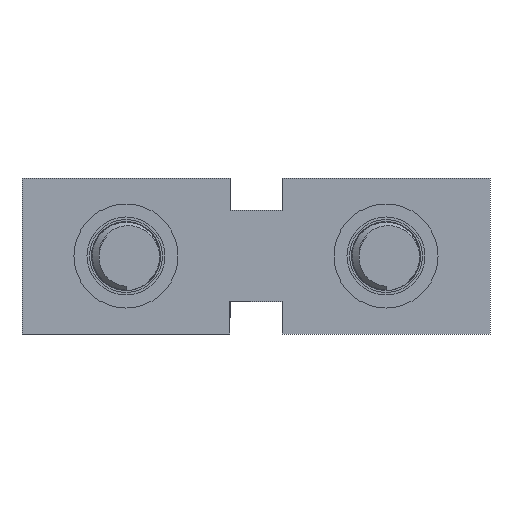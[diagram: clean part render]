
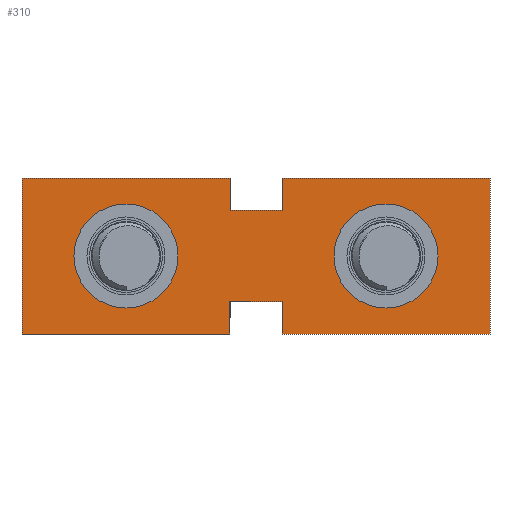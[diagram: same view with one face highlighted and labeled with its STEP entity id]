
A CAD part, front view. The second image highlights one B-rep face of the part: STEP entity #310.
In plain terms, the highlighted planar face has unit normal (0, -1, 0).
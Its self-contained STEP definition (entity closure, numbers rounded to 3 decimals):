
#84 = CARTESIAN_POINT ( 'NONE',  ( -4., -3.75, 3. ) ) ;
#85 = CARTESIAN_POINT ( 'NONE',  ( 4., -3.75, -1.75 ) ) ;
#113 = VERTEX_POINT ( 'NONE', #3156 ) ;
#138 = CARTESIAN_POINT ( 'NONE',  ( 4., -3.75, 1.75 ) ) ;
#147 = CARTESIAN_POINT ( 'NONE',  ( 0., -3.75, -1.575 ) ) ;
#161 = VERTEX_POINT ( 'NONE', #3982 ) ;
#200 = AXIS2_PLACEMENT_3D ( 'NONE', #3745, #1468, #4104 ) ;
#310 = ADVANCED_FACE ( 'NONE', ( #3872, #2739, #1847 ), #3307, .F. ) ;
#337 = ORIENTED_EDGE ( 'NONE', *, *, #2817, .F. ) ;
#342 = VECTOR ( 'NONE', #4224, 1000. ) ;
#360 = DIRECTION ( 'NONE',  ( 0., 0., 1. ) ) ;
#369 = ORIENTED_EDGE ( 'NONE', *, *, #3987, .F. ) ;
#405 = CARTESIAN_POINT ( 'NONE',  ( -4., -3.75, -3. ) ) ;
#411 = DIRECTION ( 'NONE',  ( 0., 0., -1. ) ) ;
#431 = LINE ( 'NONE', #3774, #2327 ) ;
#439 = CARTESIAN_POINT ( 'NONE',  ( 4., -3.75, -3. ) ) ;
#442 = VERTEX_POINT ( 'NONE', #4532 ) ;
#468 = ORIENTED_EDGE ( 'NONE', *, *, #2914, .F. ) ;
#509 = LINE ( 'NONE', #439, #1395 ) ;
#538 = CARTESIAN_POINT ( 'NONE',  ( 6., -3.75, 3. ) ) ;
#591 = ORIENTED_EDGE ( 'NONE', *, *, #3897, .T. ) ;
#640 = VERTEX_POINT ( 'NONE', #1999 ) ;
#649 = VERTEX_POINT ( 'NONE', #4260 ) ;
#707 = VERTEX_POINT ( 'NONE', #4842 ) ;
#786 = DIRECTION ( 'NONE',  ( 0., 0., 1. ) ) ;
#792 = CARTESIAN_POINT ( 'NONE',  ( -4., -3.75, -3. ) ) ;
#794 = CARTESIAN_POINT ( 'NONE',  ( 6., -3.75, -3. ) ) ;
#845 = EDGE_CURVE ( 'NONE', #707, #640, #4287, .T. ) ;
#866 = CIRCLE ( 'NONE', #3019, 1.575 ) ;
#871 = CARTESIAN_POINT ( 'NONE',  ( -4., -3.75, 3. ) ) ;
#1051 = EDGE_LOOP ( 'NONE', ( #2894, #3878 ) ) ;
#1064 = VERTEX_POINT ( 'NONE', #3492 ) ;
#1109 = VECTOR ( 'NONE', #1238, 1000. ) ;
#1172 = ORIENTED_EDGE ( 'NONE', *, *, #1611, .T. ) ;
#1177 = DIRECTION ( 'NONE',  ( -1., 0., 0. ) ) ;
#1232 = LINE ( 'NONE', #2371, #1109 ) ;
#1238 = DIRECTION ( 'NONE',  ( -1., 0., 0. ) ) ;
#1390 = CIRCLE ( 'NONE', #4445, 1.575 ) ;
#1395 = VECTOR ( 'NONE', #2726, 1000. ) ;
#1404 = CARTESIAN_POINT ( 'NONE',  ( 6., -3.75, -3. ) ) ;
#1468 = DIRECTION ( 'NONE',  ( 0., 1., 0. ) ) ;
#1469 = LINE ( 'NONE', #3867, #342 ) ;
#1492 = DIRECTION ( 'NONE',  ( 0., 1., 0. ) ) ;
#1500 = VECTOR ( 'NONE', #1177, 1000. ) ;
#1506 = EDGE_CURVE ( 'NONE', #113, #4316, #4865, .T. ) ;
#1537 = AXIS2_PLACEMENT_3D ( 'NONE', #1796, #4449, #2179 ) ;
#1611 = EDGE_CURVE ( 'NONE', #442, #4866, #3282, .T. ) ;
#1638 = VECTOR ( 'NONE', #2777, 1000. ) ;
#1675 = EDGE_CURVE ( 'NONE', #649, #1064, #431, .T. ) ;
#1708 = VERTEX_POINT ( 'NONE', #792 ) ;
#1796 = CARTESIAN_POINT ( 'NONE',  ( 0., -3.75, 0. ) ) ;
#1830 = VERTEX_POINT ( 'NONE', #3499 ) ;
#1847 = FACE_BOUND ( 'NONE', #1051, .T. ) ;
#1876 = VERTEX_POINT ( 'NONE', #871 ) ;
#1884 = ORIENTED_EDGE ( 'NONE', *, *, #1675, .F. ) ;
#1952 = EDGE_CURVE ( 'NONE', #161, #3222, #3389, .T. ) ;
#1987 = DIRECTION ( 'NONE',  ( 0., 1., 0. ) ) ;
#1999 = CARTESIAN_POINT ( 'NONE',  ( 10., -3.75, -1.575 ) ) ;
#2011 = CARTESIAN_POINT ( 'NONE',  ( 4., -3.75, -3. ) ) ;
#2065 = VECTOR ( 'NONE', #4682, 1000. ) ;
#2066 = ORIENTED_EDGE ( 'NONE', *, *, #1952, .T. ) ;
#2179 = DIRECTION ( 'NONE',  ( 0., 0., 1. ) ) ;
#2283 = VECTOR ( 'NONE', #4622, 1000. ) ;
#2327 = VECTOR ( 'NONE', #411, 1000. ) ;
#2365 = AXIS2_PLACEMENT_3D ( 'NONE', #3769, #1492, #4133 ) ;
#2371 = CARTESIAN_POINT ( 'NONE',  ( -4., -3.75, -3. ) ) ;
#2390 = DIRECTION ( 'NONE',  ( 0., 0., -1. ) ) ;
#2415 = DIRECTION ( 'NONE',  ( -1., 0., 0. ) ) ;
#2473 = LINE ( 'NONE', #405, #2583 ) ;
#2523 = LINE ( 'NONE', #2707, #1638 ) ;
#2583 = VECTOR ( 'NONE', #786, 1000. ) ;
#2629 = DIRECTION ( 'NONE',  ( 0., 1., 0. ) ) ;
#2707 = CARTESIAN_POINT ( 'NONE',  ( 6., -3.75, -3. ) ) ;
#2726 = DIRECTION ( 'NONE',  ( 0., 0., -1. ) ) ;
#2739 = FACE_OUTER_BOUND ( 'NONE', #3558, .T. ) ;
#2766 = LINE ( 'NONE', #2011, #3662 ) ;
#2777 = DIRECTION ( 'NONE',  ( 0., 0., 1. ) ) ;
#2817 = EDGE_CURVE ( 'NONE', #161, #3042, #2523, .T. ) ;
#2865 = CARTESIAN_POINT ( 'NONE',  ( 6., -3.75, -1.75 ) ) ;
#2883 = EDGE_CURVE ( 'NONE', #4729, #1830, #509, .T. ) ;
#2894 = ORIENTED_EDGE ( 'NONE', *, *, #845, .T. ) ;
#2914 = EDGE_CURVE ( 'NONE', #1876, #4662, #4418, .T. ) ;
#3002 = ORIENTED_EDGE ( 'NONE', *, *, #4751, .T. ) ;
#3019 = AXIS2_PLACEMENT_3D ( 'NONE', #4249, #1987, #4639 ) ;
#3042 = VERTEX_POINT ( 'NONE', #538 ) ;
#3156 = CARTESIAN_POINT ( 'NONE',  ( 6., -3.75, -3. ) ) ;
#3204 = ORIENTED_EDGE ( 'NONE', *, *, #3802, .F. ) ;
#3222 = VERTEX_POINT ( 'NONE', #4390 ) ;
#3279 = VECTOR ( 'NONE', #2415, 1000. ) ;
#3282 = CIRCLE ( 'NONE', #200, 1.575 ) ;
#3300 = DIRECTION ( 'NONE',  ( 0., 0., 1. ) ) ;
#3307 = PLANE ( 'NONE',  #1537 ) ;
#3311 = ORIENTED_EDGE ( 'NONE', *, *, #4587, .F. ) ;
#3328 = EDGE_CURVE ( 'NONE', #640, #707, #1390, .T. ) ;
#3389 = LINE ( 'NONE', #138, #3279 ) ;
#3492 = CARTESIAN_POINT ( 'NONE',  ( 14., -3.75, -3. ) ) ;
#3499 = CARTESIAN_POINT ( 'NONE',  ( 4., -3.75, -3. ) ) ;
#3558 = EDGE_LOOP ( 'NONE', ( #3988, #468, #3311, #369, #3791, #591, #4585, #3204, #1884, #3604, #337, #2066 ) ) ;
#3604 = ORIENTED_EDGE ( 'NONE', *, *, #4155, .F. ) ;
#3662 = VECTOR ( 'NONE', #2390, 1000. ) ;
#3745 = CARTESIAN_POINT ( 'NONE',  ( 0., -3.75, 0. ) ) ;
#3769 = CARTESIAN_POINT ( 'NONE',  ( 10., -3.75, 0. ) ) ;
#3774 = CARTESIAN_POINT ( 'NONE',  ( 14., -3.75, -3. ) ) ;
#3791 = ORIENTED_EDGE ( 'NONE', *, *, #2883, .F. ) ;
#3802 = EDGE_CURVE ( 'NONE', #1064, #113, #4526, .T. ) ;
#3867 = CARTESIAN_POINT ( 'NONE',  ( 4., -3.75, -1.75 ) ) ;
#3872 = FACE_BOUND ( 'NONE', #4443, .T. ) ;
#3878 = ORIENTED_EDGE ( 'NONE', *, *, #3328, .T. ) ;
#3897 = EDGE_CURVE ( 'NONE', #4729, #4316, #1469, .T. ) ;
#3982 = CARTESIAN_POINT ( 'NONE',  ( 6., -3.75, 1.75 ) ) ;
#3987 = EDGE_CURVE ( 'NONE', #1830, #1708, #1232, .T. ) ;
#3988 = ORIENTED_EDGE ( 'NONE', *, *, #4811, .F. ) ;
#4064 = LINE ( 'NONE', #4295, #2065 ) ;
#4104 = DIRECTION ( 'NONE',  ( 0., 0., 1. ) ) ;
#4133 = DIRECTION ( 'NONE',  ( 0., 0., 1. ) ) ;
#4155 = EDGE_CURVE ( 'NONE', #3042, #649, #4064, .T. ) ;
#4224 = DIRECTION ( 'NONE',  ( 1., 0., 0. ) ) ;
#4249 = CARTESIAN_POINT ( 'NONE',  ( 0., -3.75, 0. ) ) ;
#4260 = CARTESIAN_POINT ( 'NONE',  ( 14., -3.75, 3. ) ) ;
#4287 = CIRCLE ( 'NONE', #2365, 1.575 ) ;
#4295 = CARTESIAN_POINT ( 'NONE',  ( 6., -3.75, 3. ) ) ;
#4316 = VERTEX_POINT ( 'NONE', #2865 ) ;
#4390 = CARTESIAN_POINT ( 'NONE',  ( 4., -3.75, 1.75 ) ) ;
#4418 = LINE ( 'NONE', #84, #2283 ) ;
#4443 = EDGE_LOOP ( 'NONE', ( #1172, #3002 ) ) ;
#4445 = AXIS2_PLACEMENT_3D ( 'NONE', #4887, #2629, #360 ) ;
#4449 = DIRECTION ( 'NONE',  ( 0., 1., 0. ) ) ;
#4526 = LINE ( 'NONE', #794, #1500 ) ;
#4532 = CARTESIAN_POINT ( 'NONE',  ( 0., -3.75, 1.575 ) ) ;
#4573 = CARTESIAN_POINT ( 'NONE',  ( 4., -3.75, 3. ) ) ;
#4585 = ORIENTED_EDGE ( 'NONE', *, *, #1506, .F. ) ;
#4587 = EDGE_CURVE ( 'NONE', #1708, #1876, #2473, .T. ) ;
#4622 = DIRECTION ( 'NONE',  ( 1., 0., 0. ) ) ;
#4639 = DIRECTION ( 'NONE',  ( 0., 0., 1. ) ) ;
#4662 = VERTEX_POINT ( 'NONE', #4573 ) ;
#4682 = DIRECTION ( 'NONE',  ( 1., 0., 0. ) ) ;
#4729 = VERTEX_POINT ( 'NONE', #85 ) ;
#4751 = EDGE_CURVE ( 'NONE', #4866, #442, #866, .T. ) ;
#4762 = VECTOR ( 'NONE', #3300, 1000. ) ;
#4811 = EDGE_CURVE ( 'NONE', #4662, #3222, #2766, .T. ) ;
#4842 = CARTESIAN_POINT ( 'NONE',  ( 10., -3.75, 1.575 ) ) ;
#4865 = LINE ( 'NONE', #1404, #4762 ) ;
#4866 = VERTEX_POINT ( 'NONE', #147 ) ;
#4887 = CARTESIAN_POINT ( 'NONE',  ( 10., -3.75, 0. ) ) ;
